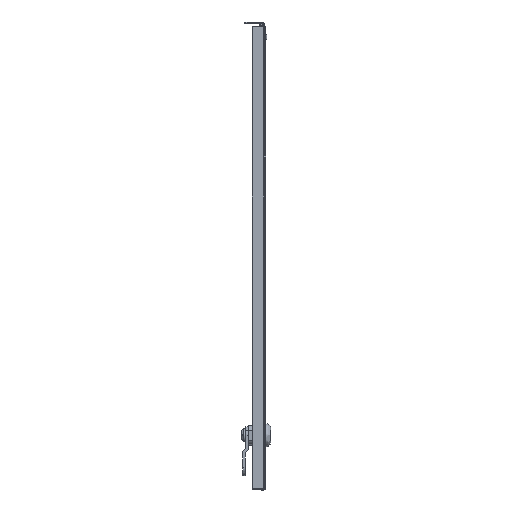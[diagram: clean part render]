
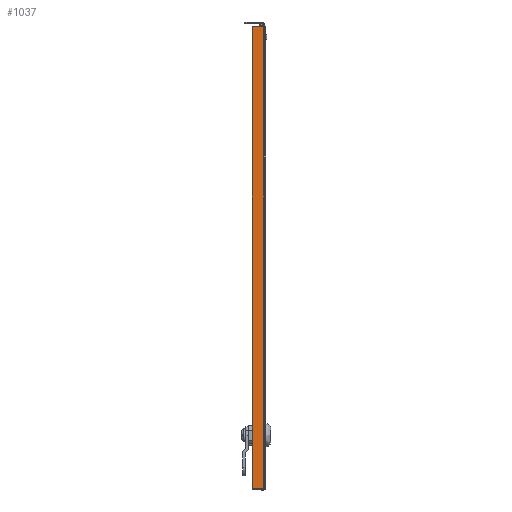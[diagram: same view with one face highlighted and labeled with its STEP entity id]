
A CAD part, left-side view. The second image highlights one B-rep face of the part: STEP entity #1037.
In plain terms, the highlighted planar face has unit normal (-1, 0, 0).
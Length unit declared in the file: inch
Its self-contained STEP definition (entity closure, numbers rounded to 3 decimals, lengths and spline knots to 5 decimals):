
#790 = CARTESIAN_POINT ( 'NONE',  ( -12.297, 0.057, 8.5 ) ) ;
#1037 = ADVANCED_FACE ( 'NONE', ( #5463 ), #11290, .F. ) ;
#1088 = CARTESIAN_POINT ( 'NONE',  ( -12.297, 0.086, 8.5 ) ) ;
#1306 = EDGE_CURVE ( 'NONE', #5162, #15740, #16598, .T. ) ;
#1629 = CARTESIAN_POINT ( 'NONE',  ( -12.297, 0.5, -8.44289 ) ) ;
#2287 = CARTESIAN_POINT ( 'NONE',  ( -12.297, 0.086, -8.44289 ) ) ;
#2322 = DIRECTION ( 'NONE',  ( 0., 0., -1. ) ) ;
#3128 = VERTEX_POINT ( 'NONE', #1088 ) ;
#3184 = VECTOR ( 'NONE', #7830, 39.37008 ) ;
#3325 = ORIENTED_EDGE ( 'NONE', *, *, #10793, .F. ) ;
#3691 = CARTESIAN_POINT ( 'NONE',  ( -12.297, 0.086, 8.5 ) ) ;
#3749 = LINE ( 'NONE', #790, #16961 ) ;
#4577 = EDGE_CURVE ( 'NONE', #15740, #5938, #10243, .T. ) ;
#5162 = VERTEX_POINT ( 'NONE', #2287 ) ;
#5463 = FACE_OUTER_BOUND ( 'NONE', #11805, .T. ) ;
#5474 = EDGE_CURVE ( 'NONE', #3128, #5162, #13702, .T. ) ;
#5938 = VERTEX_POINT ( 'NONE', #10639 ) ;
#6748 = ORIENTED_EDGE ( 'NONE', *, *, #5474, .F. ) ;
#7830 = DIRECTION ( 'NONE',  ( 0., 1., 0. ) ) ;
#9562 = DIRECTION ( 'NONE',  ( 1., 0., 0. ) ) ;
#10243 = LINE ( 'NONE', #17376, #15799 ) ;
#10639 = CARTESIAN_POINT ( 'NONE',  ( -12.297, 0.5, 8.5 ) ) ;
#10793 = EDGE_CURVE ( 'NONE', #5938, #3128, #3749, .T. ) ;
#11290 = PLANE ( 'NONE',  #17641 ) ;
#11805 = EDGE_LOOP ( 'NONE', ( #3325, #13532, #11903, #6748 ) ) ;
#11903 = ORIENTED_EDGE ( 'NONE', *, *, #1306, .F. ) ;
#11945 = CARTESIAN_POINT ( 'NONE',  ( -12.297, 0., -8.44289 ) ) ;
#12156 = VECTOR ( 'NONE', #12280, 39.37008 ) ;
#12280 = DIRECTION ( 'NONE',  ( 0., 0., -1. ) ) ;
#13532 = ORIENTED_EDGE ( 'NONE', *, *, #4577, .F. ) ;
#13702 = LINE ( 'NONE', #3691, #12156 ) ;
#15740 = VERTEX_POINT ( 'NONE', #1629 ) ;
#15799 = VECTOR ( 'NONE', #18715, 39.37008 ) ;
#16598 = LINE ( 'NONE', #11945, #3184 ) ;
#16961 = VECTOR ( 'NONE', #18226, 39.37008 ) ;
#17089 = CARTESIAN_POINT ( 'NONE',  ( -12.297, 0., -33.914 ) ) ;
#17376 = CARTESIAN_POINT ( 'NONE',  ( -12.297, 0.5, -33.914 ) ) ;
#17641 = AXIS2_PLACEMENT_3D ( 'NONE', #17089, #9562, #2322 ) ;
#18226 = DIRECTION ( 'NONE',  ( 0., -1., 0. ) ) ;
#18715 = DIRECTION ( 'NONE',  ( 0., 0., 1. ) ) ;
